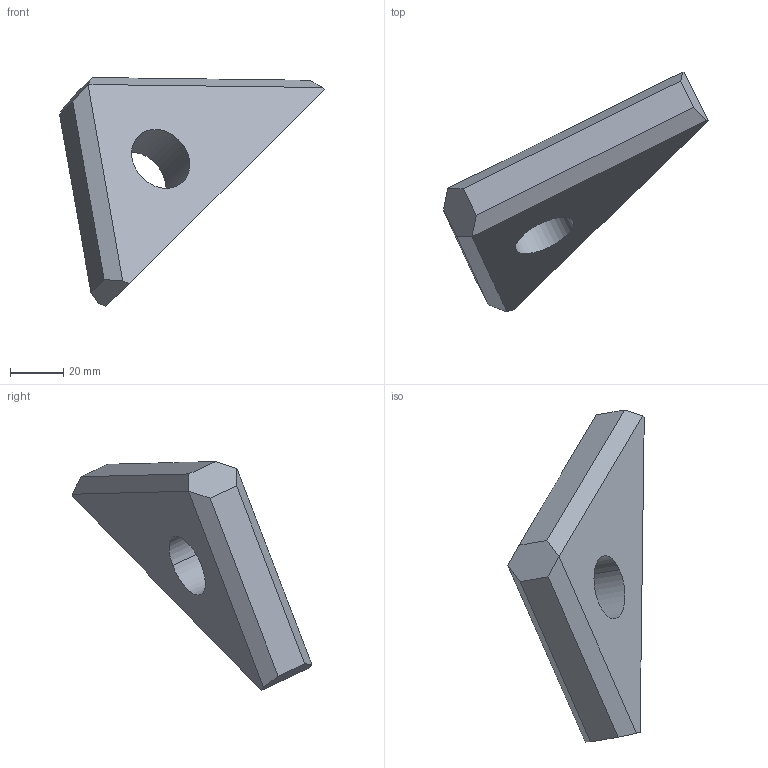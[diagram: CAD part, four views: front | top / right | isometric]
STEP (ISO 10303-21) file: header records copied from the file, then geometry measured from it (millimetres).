
FILE_DESCRIPTION (( 'STEP AP203' ), '1' );
FILE_NAME ('plaque-2.STEP', '2021-07-23T14:09:12', ( '' ), ( '' ), 'SwSTEP 2.0', 'SolidWorks 2018', '' );
FILE_SCHEMA (( 'CONFIG_CONTROL_DESIGN' ));
Length unit declared in the file: millimetre
Products named in the file (1): plaque-2
Bounding box: 99.47 x 89.96 x 85.93 mm (x, y, z)
Volume: 96291.6 mm3; surface area: 16738.9 mm2
Topology: 1 solids, 1 shells, 14 faces, 34 edges, 22 vertices
Faces by surface type: plane 12, cylinder 2
Entity records: 487 total; most frequent: CARTESIAN_POINT 71, DIRECTION 68, ORIENTED_EDGE 68, EDGE_CURVE 34, VECTOR 30, LINE 30, VERTEX_POINT 22, AXIS2_PLACEMENT_3D 19
